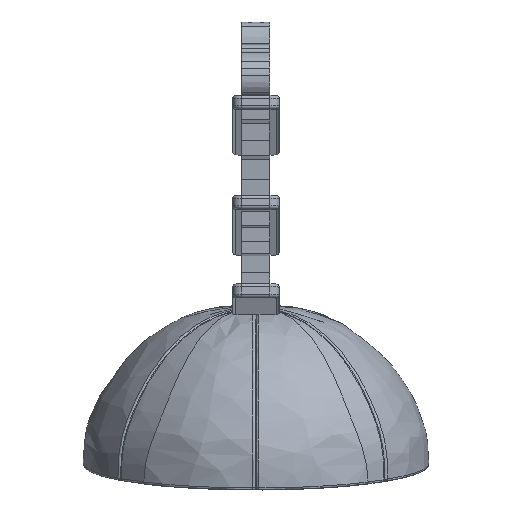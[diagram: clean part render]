
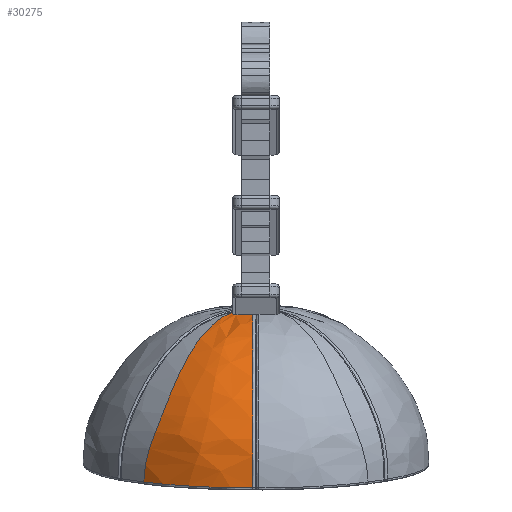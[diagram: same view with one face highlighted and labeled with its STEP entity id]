
A CAD part, front view. The second image highlights one B-rep face of the part: STEP entity #30275.
In plain terms, the highlighted free-form (B-spline) face has degree [3, 3] with [5, 9] control points.
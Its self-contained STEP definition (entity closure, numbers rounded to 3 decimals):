
#6262=CARTESIAN_POINT('',(-2.5,-6.474,14.952));
#6267=CARTESIAN_POINT('',(-11.998,-15.096,
-3.234));
#6268=CARTESIAN_POINT('',(-11.951,-15.468,
-0.664));
#6269=CARTESIAN_POINT('',(-10.214,-17.137,
3.114));
#6270=CARTESIAN_POINT('',(-6.457,-11.987,
13.455));
#6271=CARTESIAN_POINT('',(-2.5,-6.474,14.952));
#6279=CARTESIAN_POINT('',(-11.998,-15.096,
-3.234));
#6591=CARTESIAN_POINT('',(-2.5,-6.474,14.952));
#6592=CARTESIAN_POINT('',(-2.5,-6.503,14.946));
#6593=CARTESIAN_POINT('',(-2.5,-6.561,14.934));
#6594=CARTESIAN_POINT('',(-2.5,-6.619,14.922));
#6595=CARTESIAN_POINT('',(-2.5,-6.648,14.916));
#6600=CARTESIAN_POINT('',(-2.5,-6.648,14.916));
#6601=CARTESIAN_POINT('',(-2.5,-6.719,14.9));
#6602=CARTESIAN_POINT('',(-2.496,-6.855,
14.87));
#6603=CARTESIAN_POINT('',(-2.481,-7.035,
14.83));
#6604=CARTESIAN_POINT('',(-2.458,-7.196,
14.793));
#6605=CARTESIAN_POINT('',(-2.428,-7.34,
14.761));
#6606=CARTESIAN_POINT('',(-2.392,-7.467,
14.732));
#6607=CARTESIAN_POINT('',(-2.349,-7.581,
14.706));
#6608=CARTESIAN_POINT('',(-2.297,-7.681,
14.685));
#6609=CARTESIAN_POINT('',(-2.232,-7.762,
14.669));
#6610=CARTESIAN_POINT('',(-2.18,-7.796,
14.665));
#6611=CARTESIAN_POINT('',(-2.15,-7.804,14.665));
#6616=CARTESIAN_POINT('',(-2.15,-7.804,14.665));
#6617=CARTESIAN_POINT('',(-1.836,-7.886,
14.673));
#6618=CARTESIAN_POINT('',(-1.216,-8.008,
14.683));
#6619=CARTESIAN_POINT('',(-0.616,-8.06,
14.688));
#6620=CARTESIAN_POINT('',(-0.321,-8.072,
14.689));
#6625=CARTESIAN_POINT('',(-0.322,-19.859,
-3.862));
#6626=CARTESIAN_POINT('',(-0.322,-19.934,
-3.294));
#6627=CARTESIAN_POINT('',(-0.322,-20.082,
-2.218));
#6628=CARTESIAN_POINT('',(-0.323,-20.172,
-0.452));
#6629=CARTESIAN_POINT('',(-0.322,-20.024,
1.008));
#6630=CARTESIAN_POINT('',(-0.323,-19.695,
2.429));
#6631=CARTESIAN_POINT('',(-0.321,-19.267,
3.704));
#6632=CARTESIAN_POINT('',(-0.323,-18.696,
5.093));
#6633=CARTESIAN_POINT('',(-0.322,-17.917,
6.636));
#6634=CARTESIAN_POINT('',(-0.323,-16.892,
8.294));
#6635=CARTESIAN_POINT('',(-0.323,-15.506,
10.059));
#6636=CARTESIAN_POINT('',(-0.323,-14.09,
11.454));
#6637=CARTESIAN_POINT('',(-0.322,-12.727,
12.524));
#6638=CARTESIAN_POINT('',(-0.323,-11.432,
13.335));
#6639=CARTESIAN_POINT('',(-0.322,-10.217,
13.941));
#6640=CARTESIAN_POINT('',(-0.321,-9.094,
14.385));
#6641=CARTESIAN_POINT('',(-0.321,-8.399,
14.599));
#6642=CARTESIAN_POINT('',(-0.321,-8.072,
14.689));
#6647=CARTESIAN_POINT('',(-11.998,-15.096,
-3.234));
#6648=CARTESIAN_POINT('',(-11.713,-15.366,
-3.27));
#6649=CARTESIAN_POINT('',(-11.064,-15.945,
-3.346));
#6650=CARTESIAN_POINT('',(-9.802,-16.892,
-3.471));
#6651=CARTESIAN_POINT('',(-8.339,-17.781,
-3.588));
#6652=CARTESIAN_POINT('',(-6.759,-18.536,
-3.688));
#6653=CARTESIAN_POINT('',(-5.184,-19.102,
-3.763));
#6654=CARTESIAN_POINT('',(-3.743,-19.481,
-3.813));
#6655=CARTESIAN_POINT('',(-2.164,-19.757,
-3.849));
#6656=CARTESIAN_POINT('',(-0.957,-19.847,
-3.861));
#6657=CARTESIAN_POINT('',(-0.322,-19.859,
-3.862));
#22140=VERTEX_POINT('',#6279);
#22184=VERTEX_POINT('',#6657);
#22758=VERTEX_POINT('',#6262);
#22761=VERTEX_POINT('',#6595);
#22764=VERTEX_POINT('',#6616);
#22765=VERTEX_POINT('',#6620);
#30220=CARTESIAN_POINT('',(-12.216,-14.854,
-3.449));
#30221=CARTESIAN_POINT('',(-11.268,-15.783,
-3.571));
#30222=CARTESIAN_POINT('',(-9.313,-17.29,
-3.769));
#30223=CARTESIAN_POINT('',(-5.222,-19.282,
-4.032));
#30224=CARTESIAN_POINT('',(0.,-20.195,
-4.152));
#30225=CARTESIAN_POINT('',(5.222,-19.282,
-4.032));
#30226=CARTESIAN_POINT('',(9.314,-17.29,
-3.769));
#30227=CARTESIAN_POINT('',(11.269,-15.783,
-3.571));
#30228=CARTESIAN_POINT('',(12.218,-14.853,
-3.448));
#30229=CARTESIAN_POINT('',(-12.208,-15.219,
-0.74));
#30230=CARTESIAN_POINT('',(-11.292,-16.115,
-0.863));
#30231=CARTESIAN_POINT('',(-9.387,-17.595,
-1.075));
#30232=CARTESIAN_POINT('',(-5.315,-19.605,
-1.375));
#30233=CARTESIAN_POINT('',(0.,-20.559,
-1.523));
#30234=CARTESIAN_POINT('',(5.315,-19.605,
-1.375));
#30235=CARTESIAN_POINT('',(9.388,-17.594,
-1.075));
#30236=CARTESIAN_POINT('',(11.293,-16.114,
-0.863));
#30237=CARTESIAN_POINT('',(12.21,-15.217,
-0.74));
#30238=CARTESIAN_POINT('',(-10.466,-17.046,
3.016));
#30239=CARTESIAN_POINT('',(-9.539,-17.823,
2.917));
#30240=CARTESIAN_POINT('',(-7.71,-19.016,
2.77));
#30241=CARTESIAN_POINT('',(-4.168,-20.464,
2.6));
#30242=CARTESIAN_POINT('',(-0.002,-21.05,
2.536));
#30243=CARTESIAN_POINT('',(4.166,-20.465,
2.6));
#30244=CARTESIAN_POINT('',(7.71,-19.016,
2.77));
#30245=CARTESIAN_POINT('',(9.54,-17.822,
2.917));
#30246=CARTESIAN_POINT('',(10.468,-17.044,
3.016));
#30247=CARTESIAN_POINT('',(-6.524,-11.819,
13.597));
#30248=CARTESIAN_POINT('',(-6.026,-12.283,
13.537));
#30249=CARTESIAN_POINT('',(-5.,-13.051,
13.436));
#30250=CARTESIAN_POINT('',(-2.819,-14.102,
13.299));
#30251=CARTESIAN_POINT('',(0.004,-14.608,
13.234));
#30252=CARTESIAN_POINT('',(2.825,-14.1,
13.3));
#30253=CARTESIAN_POINT('',(5.004,-13.049,
13.436));
#30254=CARTESIAN_POINT('',(6.026,-12.282,
13.537));
#30255=CARTESIAN_POINT('',(6.525,-11.818,
13.597));
#30256=CARTESIAN_POINT('',(-2.397,-6.249,
15.006));
#30257=CARTESIAN_POINT('',(-2.263,-6.415,
14.984));
#30258=CARTESIAN_POINT('',(-1.961,-6.729,
14.943));
#30259=CARTESIAN_POINT('',(-1.199,-7.247,
14.875));
#30260=CARTESIAN_POINT('',(0.001,-7.562,
14.834));
#30261=CARTESIAN_POINT('',(1.2,-7.247,
14.875));
#30262=CARTESIAN_POINT('',(1.962,-6.729,
14.943));
#30263=CARTESIAN_POINT('',(2.263,-6.415,
14.985));
#30264=CARTESIAN_POINT('',(2.397,-6.249,
15.006));
#30265=B_SPLINE_SURFACE_WITH_KNOTS('',3,3,((#30220,#30221,#30222,#30223,#30224,
#30225,#30226,#30227,#30228),(#30229,#30230,#30231,#30232,#30233,#30234,#30235,
#30236,#30237),(#30238,#30239,#30240,#30241,#30242,#30243,#30244,#30245,#30246),
(#30247,#30248,#30249,#30250,#30251,#30252,#30253,#30254,#30255),(#30256,#30257,
#30258,#30259,#30260,#30261,#30262,#30263,#30264)),.UNSPECIFIED.,.F.,.F.,.F.,(4,
1,4),(4,1,1,1,1,1,4),(0.,0.435,0.964),(
0.747,0.781,0.812,0.875,
0.937,0.969,1.003),.UNSPECIFIED.);
#30266=ORIENTED_EDGE('',*,*,#25135,.T.);
#30267=ORIENTED_EDGE('',*,*,#25169,.T.);
#30268=ORIENTED_EDGE('',*,*,#25211,.T.);
#30270=ORIENTED_EDGE('',*,*,#30269,.F.);
#30271=ORIENTED_EDGE('',*,*,#30210,.F.);
#30272=ORIENTED_EDGE('',*,*,#29226,.T.);
#30273=EDGE_LOOP('',(#30266,#30267,#30268,#30270,#30271,#30272));
#30274=FACE_OUTER_BOUND('',#30273,.F.);
#6272=B_SPLINE_CURVE_WITH_KNOTS('',3,(#6267,#6268,#6269,#6270,#6271),
.UNSPECIFIED.,.F.,.F.,(4,1,4),(0.,0.446,1.),.UNSPECIFIED.);
#6596=B_SPLINE_CURVE_WITH_KNOTS('',3,(#6591,#6592,#6593,#6594,#6595),
.UNSPECIFIED.,.F.,.F.,(4,1,4),(0.,0.5,1.),.UNSPECIFIED.);
#6612=B_SPLINE_CURVE_WITH_KNOTS('',3,(#6600,#6601,#6602,#6603,#6604,#6605,#6606,
#6607,#6608,#6609,#6610,#6611),.UNSPECIFIED.,.F.,.F.,(4,1,1,1,1,1,1,1,1,4),
(0.,0.111,0.222,0.333,0.444,
0.556,0.667,0.778,0.889,1.),
.UNSPECIFIED.);
#6621=B_SPLINE_CURVE_WITH_KNOTS('',3,(#6616,#6617,#6618,#6619,#6620),
.UNSPECIFIED.,.F.,.F.,(4,1,4),(0.,0.5,1.),.UNSPECIFIED.);
#6643=B_SPLINE_CURVE_WITH_KNOTS('',3,(#6625,#6626,#6627,#6628,#6629,#6630,#6631,
#6632,#6633,#6634,#6635,#6636,#6637,#6638,#6639,#6640,#6641,#6642),
.UNSPECIFIED.,.F.,.F.,(4,1,1,1,1,1,1,1,1,1,1,1,1,1,1,4),(0.,0.067,
0.133,0.2,0.267,0.333,0.4,
0.467,0.533,0.6,0.667,0.733,
0.8,0.867,0.933,1.),.UNSPECIFIED.);
#6658=B_SPLINE_CURVE_WITH_KNOTS('',3,(#6647,#6648,#6649,#6650,#6651,#6652,#6653,
#6654,#6655,#6656,#6657),.UNSPECIFIED.,.F.,.F.,(4,1,1,1,1,1,1,1,4),(0.,
0.125,0.25,0.375,0.5,0.625,0.75,0.875,1.),.UNSPECIFIED.);
#25135=EDGE_CURVE('',#22758,#22761,#6596,.T.);
#25169=EDGE_CURVE('',#22761,#22764,#6612,.T.);
#25211=EDGE_CURVE('',#22764,#22765,#6621,.T.);
#29226=EDGE_CURVE('',#22140,#22758,#6272,.T.);
#30210=EDGE_CURVE('',#22140,#22184,#6658,.T.);
#30269=EDGE_CURVE('',#22184,#22765,#6643,.T.);
#30275=ADVANCED_FACE('',(#30274),#30265,.F.);
